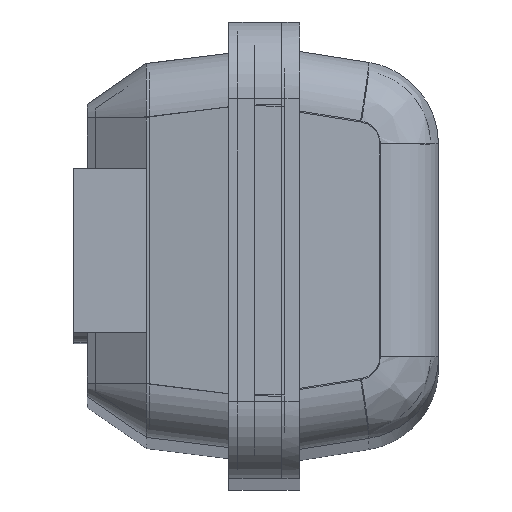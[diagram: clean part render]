
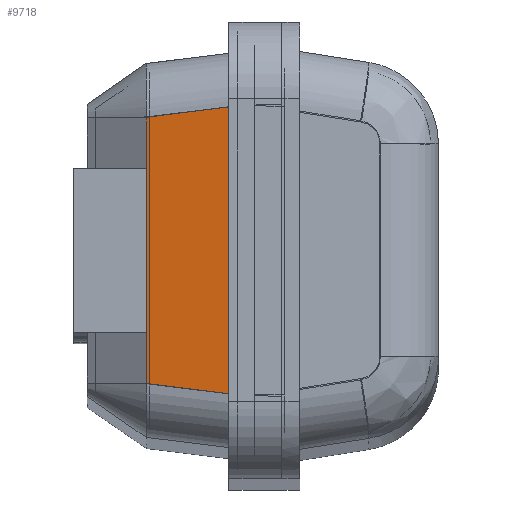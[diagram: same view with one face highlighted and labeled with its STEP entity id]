
A CAD part, top view. The second image highlights one B-rep face of the part: STEP entity #9718.
In plain terms, the highlighted free-form (B-spline) face has degree [3, 1] with [12, 3] control points.
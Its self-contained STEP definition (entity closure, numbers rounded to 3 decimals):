
#23 = CARTESIAN_POINT ( 'NONE',  ( -20.563, -631.202, -14.182 ) ) ;
#763 = EDGE_CURVE ( 'NONE', #11710, #9826, #2748, .T. ) ;
#796 = CARTESIAN_POINT ( 'NONE',  ( 9.307, -633.174, -30.2 ) ) ;
#936 = B_SPLINE_CURVE_WITH_KNOTS ( 'NONE', 3,
 ( #8531, #12563, #8463, #3640, #12500, #3518 ),
 .UNSPECIFIED., .F., .F.,
 ( 4, 2, 4 ),
 ( 0.015, 0.024, 0.034 ),
 .UNSPECIFIED. ) ;
#991 = CARTESIAN_POINT ( 'NONE',  ( 9.812, -631.202, -14.153 ) ) ;
#1457 = B_SPLINE_CURVE_WITH_KNOTS ( 'NONE', 3,
 ( #7148, #9045, #23, #4019 ),
 .UNSPECIFIED., .F., .F.,
 ( 4, 4 ),
 ( 0.689, 1. ),
 .UNSPECIFIED. ) ;
#1481 = EDGE_CURVE ( 'NONE', #4443, #2143, #1457, .T. ) ;
#1587 = B_SPLINE_CURVE_WITH_KNOTS ( 'NONE', 3,
 ( #9854, #5805, #10846, #5996 ),
 .UNSPECIFIED., .F., .F.,
 ( 4, 4 ),
 ( 0., 1. ),
 .UNSPECIFIED. ) ;
#1716 = CARTESIAN_POINT ( 'NONE',  ( -18.741, -633.364, -31.743 ) ) ;
#1853 = CARTESIAN_POINT ( 'NONE',  ( 9.37, -633.364, -31.745 ) ) ;
#1916 = CARTESIAN_POINT ( 'NONE',  ( 18.741, -633.364, -31.746 ) ) ;
#1982 = CARTESIAN_POINT ( 'NONE',  ( 28.107, -633.174, -30.2 ) ) ;
#2143 = VERTEX_POINT ( 'NONE', #5707 ) ;
#2296 = VERTEX_POINT ( 'NONE', #7017 ) ;
#2392 = CARTESIAN_POINT ( 'NONE',  ( -28.673, -633.364, -31.742 ) ) ;
#2422 = CARTESIAN_POINT ( 'NONE',  ( 20.57, -631.202, -14.142 ) ) ;
#2456 = CARTESIAN_POINT ( 'NONE',  ( -28.479, -633.174, -30.2 ) ) ;
#2721 = CARTESIAN_POINT ( 'NONE',  ( -17.299, -631.202, -14.179 ) ) ;
#2748 = B_SPLINE_CURVE_WITH_KNOTS ( 'NONE', 3,
 ( #12445, #2422, #6395, #9409 ),
 .UNSPECIFIED., .F., .F.,
 ( 4, 4 ),
 ( 0., 0.311 ),
 .UNSPECIFIED. ) ;
#2791 = VECTOR ( 'NONE', #6248, 1000. ) ;
#2837 = CARTESIAN_POINT ( 'NONE',  ( 28.486, -633.364, -31.747 ) ) ;
#3518 = CARTESIAN_POINT ( 'NONE',  ( 9.812, -631.202, -14.153 ) ) ;
#3640 = CARTESIAN_POINT ( 'NONE',  ( 3.271, -631.202, -14.159 ) ) ;
#3661 = CARTESIAN_POINT ( 'NONE',  ( -26.935, -632.188, -22.193 ) ) ;
#3931 = VERTEX_POINT ( 'NONE', #7307 ) ;
#4019 = CARTESIAN_POINT ( 'NONE',  ( -25.949, -631.202, -14.187 ) ) ;
#4443 = VERTEX_POINT ( 'NONE', #10724 ) ;
#4865 = CARTESIAN_POINT ( 'NONE',  ( 26.295, -631.202, -14.137 ) ) ;
#4952 = CARTESIAN_POINT ( 'NONE',  ( 25.949, -631.202, -14.137 ) ) ;
#5700 = CARTESIAN_POINT ( 'NONE',  ( -9.37, -633.364, -31.743 ) ) ;
#5707 = CARTESIAN_POINT ( 'NONE',  ( -25.949, -631.202, -14.187 ) ) ;
#5791 = ORIENTED_EDGE ( 'NONE', *, *, #1481, .T. ) ;
#5805 = CARTESIAN_POINT ( 'NONE',  ( 9.307, -633.174, -30.2 ) ) ;
#5837 = CARTESIAN_POINT ( 'NONE',  ( 28.479, -633.174, -30.2 ) ) ;
#5899 = CARTESIAN_POINT ( 'NONE',  ( 25.949, -631.202, -14.137 ) ) ;
#5996 = CARTESIAN_POINT ( 'NONE',  ( -27.921, -633.174, -30.2 ) ) ;
#6248 = DIRECTION ( 'NONE',  ( -0.121, 0.121, 0.985 ) ) ;
#6395 = CARTESIAN_POINT ( 'NONE',  ( 15.191, -631.202, -14.147 ) ) ;
#6694 = CARTESIAN_POINT ( 'NONE',  ( 28.298, -633.364, -31.747 ) ) ;
#6756 = CARTESIAN_POINT ( 'NONE',  ( 27.921, -633.174, -30.2 ) ) ;
#6833 = EDGE_CURVE ( 'NONE', #3931, #11710, #7229, .T. ) ;
#7017 = CARTESIAN_POINT ( 'NONE',  ( -27.921, -633.174, -30.2 ) ) ;
#7081 = EDGE_CURVE ( 'NONE', #3931, #2296, #1587, .T. ) ;
#7148 = CARTESIAN_POINT ( 'NONE',  ( -9.793, -631.202, -14.171 ) ) ;
#7229 = LINE ( 'NONE', #11234, #2791 ) ;
#7307 = CARTESIAN_POINT ( 'NONE',  ( 27.921, -633.174, -30.2 ) ) ;
#7405 = CARTESIAN_POINT ( 'NONE',  ( -26.295, -631.202, -14.187 ) ) ;
#7518 = ORIENTED_EDGE ( 'NONE', *, *, #6833, .T. ) ;
#7733 = CARTESIAN_POINT ( 'NONE',  ( 28.111, -633.364, -31.747 ) ) ;
#7786 = CARTESIAN_POINT ( 'NONE',  ( 26.122, -631.202, -14.137 ) ) ;
#7856 = CARTESIAN_POINT ( 'NONE',  ( -25.949, -631.202, -14.187 ) ) ;
#7946 = ORIENTED_EDGE ( 'NONE', *, *, #7081, .F. ) ;
#8188 = EDGE_CURVE ( 'NONE', #4443, #9826, #936, .T. ) ;
#8446 = FACE_OUTER_BOUND ( 'NONE', #12545, .T. ) ;
#8463 = CARTESIAN_POINT ( 'NONE',  ( -3.264, -631.202, -14.165 ) ) ;
#8531 = CARTESIAN_POINT ( 'NONE',  ( -9.793, -631.202, -14.171 ) ) ;
#8791 = B_SPLINE_SURFACE_WITH_KNOTS ( 'NONE', 3, 1, ( 
 ( #11352, #2456, #2392 ),
 ( #7405, #10428, #9438 ),
 ( #12483, #9889, #12811 ),
 ( #7856, #8839, #11933 ),
 ( #2721, #10880, #1716 ),
 ( #11679, #8905, #5700 ),
 ( #11802, #796, #1853 ),
 ( #9709, #10941, #1916 ),
 ( #5899, #6756, #7733 ),
 ( #7786, #1982, #6694 ),
 ( #4865, #10690, #2837 ),
 ( #12944, #5837, #11872 ) ),
 .UNSPECIFIED., .F., .F., .F.,
 ( 4, 3, 2, 3, 4 ),
 ( 2, 1, 2 ),
 ( -0.01, 0., 0.5, 1., 1.01 ),
 ( 0., 1., 1.096 ),
 .UNSPECIFIED. ) ;
#8839 = CARTESIAN_POINT ( 'NONE',  ( -27.921, -633.174, -30.2 ) ) ;
#8905 = CARTESIAN_POINT ( 'NONE',  ( -9.307, -633.174, -30.2 ) ) ;
#8980 = EDGE_CURVE ( 'NONE', #2143, #2296, #10852, .T. ) ;
#9045 = CARTESIAN_POINT ( 'NONE',  ( -15.178, -631.202, -14.176 ) ) ;
#9409 = CARTESIAN_POINT ( 'NONE',  ( 9.812, -631.202, -14.153 ) ) ;
#9438 = CARTESIAN_POINT ( 'NONE',  ( -28.486, -633.364, -31.742 ) ) ;
#9573 = ORIENTED_EDGE ( 'NONE', *, *, #763, .T. ) ;
#9709 = CARTESIAN_POINT ( 'NONE',  ( 17.299, -631.202, -14.145 ) ) ;
#9718 = ADVANCED_FACE ( 'NONE', ( #8446 ), #8791, .F. ) ;
#9826 = VERTEX_POINT ( 'NONE', #991 ) ;
#9854 = CARTESIAN_POINT ( 'NONE',  ( 27.921, -633.174, -30.2 ) ) ;
#9889 = CARTESIAN_POINT ( 'NONE',  ( -28.107, -633.174, -30.2 ) ) ;
#9914 = VECTOR ( 'NONE', #12787, 1000. ) ;
#10428 = CARTESIAN_POINT ( 'NONE',  ( -28.293, -633.174, -30.2 ) ) ;
#10690 = CARTESIAN_POINT ( 'NONE',  ( 28.293, -633.174, -30.2 ) ) ;
#10724 = CARTESIAN_POINT ( 'NONE',  ( -9.793, -631.202, -14.171 ) ) ;
#10846 = CARTESIAN_POINT ( 'NONE',  ( -9.307, -633.174, -30.2 ) ) ;
#10852 = LINE ( 'NONE', #3661, #9914 ) ;
#10880 = CARTESIAN_POINT ( 'NONE',  ( -18.614, -633.174, -30.2 ) ) ;
#10941 = CARTESIAN_POINT ( 'NONE',  ( 18.614, -633.174, -30.2 ) ) ;
#11234 = CARTESIAN_POINT ( 'NONE',  ( 26.935, -632.188, -22.169 ) ) ;
#11352 = CARTESIAN_POINT ( 'NONE',  ( -26.468, -631.202, -14.187 ) ) ;
#11679 = CARTESIAN_POINT ( 'NONE',  ( -8.65, -631.202, -14.17 ) ) ;
#11710 = VERTEX_POINT ( 'NONE', #4952 ) ;
#11802 = CARTESIAN_POINT ( 'NONE',  ( 8.65, -631.202, -14.154 ) ) ;
#11872 = CARTESIAN_POINT ( 'NONE',  ( 28.673, -633.364, -31.747 ) ) ;
#11933 = CARTESIAN_POINT ( 'NONE',  ( -28.111, -633.364, -31.742 ) ) ;
#12280 = ORIENTED_EDGE ( 'NONE', *, *, #8980, .T. ) ;
#12445 = CARTESIAN_POINT ( 'NONE',  ( 25.949, -631.202, -14.137 ) ) ;
#12483 = CARTESIAN_POINT ( 'NONE',  ( -26.122, -631.202, -14.187 ) ) ;
#12500 = CARTESIAN_POINT ( 'NONE',  ( 6.542, -631.202, -14.156 ) ) ;
#12528 = ORIENTED_EDGE ( 'NONE', *, *, #8188, .F. ) ;
#12545 = EDGE_LOOP ( 'NONE', ( #9573, #12528, #5791, #12280, #7946, #7518 ) ) ;
#12563 = CARTESIAN_POINT ( 'NONE',  ( -6.529, -631.202, -14.168 ) ) ;
#12787 = DIRECTION ( 'NONE',  ( -0.121, -0.121, -0.985 ) ) ;
#12811 = CARTESIAN_POINT ( 'NONE',  ( -28.298, -633.364, -31.742 ) ) ;
#12944 = CARTESIAN_POINT ( 'NONE',  ( 26.468, -631.202, -14.137 ) ) ;
